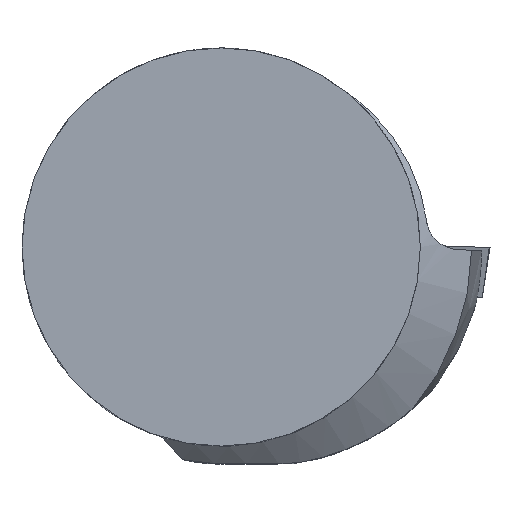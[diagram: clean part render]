
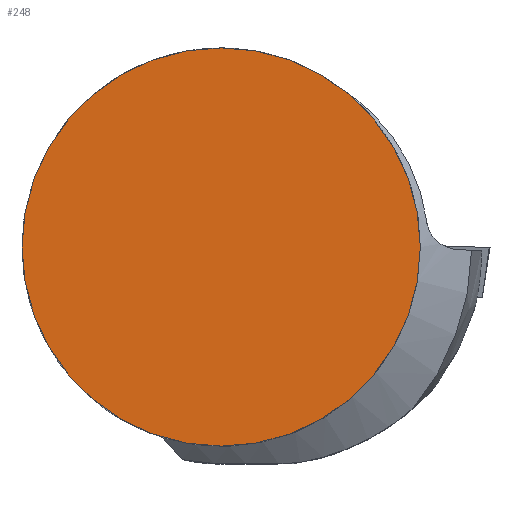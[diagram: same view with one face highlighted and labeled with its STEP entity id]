
A CAD part, top view. The second image highlights one B-rep face of the part: STEP entity #248.
In plain terms, the highlighted planar face has unit normal (0, 0, 1).
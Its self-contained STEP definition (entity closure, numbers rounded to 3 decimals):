
#146=PLANE('',#803);
#248=ADVANCED_FACE('',(#288),#146,.T.);
#288=FACE_OUTER_BOUND('',#327,.T.);
#327=EDGE_LOOP('',(#494));
#351=CIRCLE('',#773,12.5);
#494=ORIENTED_EDGE('',*,*,#633,.T.);
#570=VERTEX_POINT('',#1191);
#633=EDGE_CURVE('',#570,#570,#351,.T.);
#773=AXIS2_PLACEMENT_3D('',#1190,#880,#881);
#803=AXIS2_PLACEMENT_3D('',#1292,#952,#953);
#880=DIRECTION('',(0.,0.,1.));
#881=DIRECTION('',(1.,0.,0.));
#952=DIRECTION('',(0.,0.,1.));
#953=DIRECTION('',(1.,0.,0.));
#1190=CARTESIAN_POINT('',(0.,0.,0.));
#1191=CARTESIAN_POINT('',(12.5,0.,0.));
#1292=CARTESIAN_POINT('',(0.,0.,0.));
